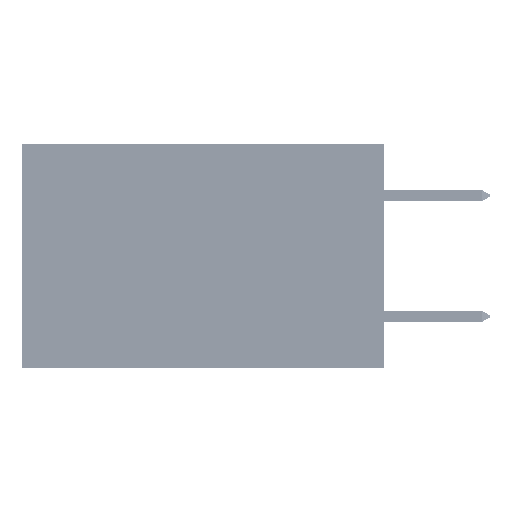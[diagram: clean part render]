
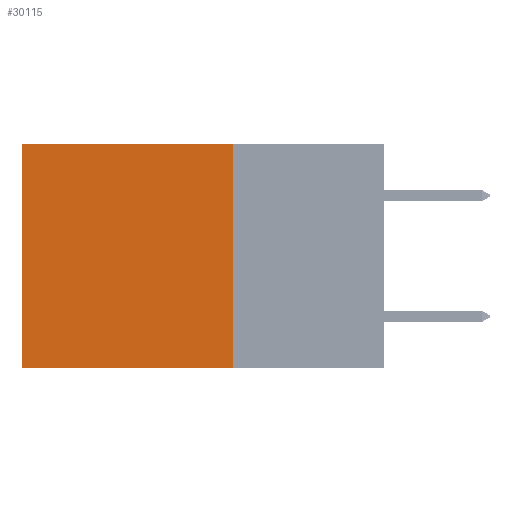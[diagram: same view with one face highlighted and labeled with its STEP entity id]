
A CAD part, left-side view. The second image highlights one B-rep face of the part: STEP entity #30115.
In plain terms, the highlighted planar face has unit normal (-1, 0, 0).
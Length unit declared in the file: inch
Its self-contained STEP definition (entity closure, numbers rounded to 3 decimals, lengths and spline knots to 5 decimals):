
#1130 = EDGE_LOOP ( 'NONE', ( #10454, #3430, #14058, #12095 ) ) ;
#1787 = VECTOR ( 'NONE', #14862, 39.37008 ) ;
#2277 = FACE_OUTER_BOUND ( 'NONE', #1130, .T. ) ;
#3430 = ORIENTED_EDGE ( 'NONE', *, *, #52007, .F. ) ;
#3915 = EDGE_CURVE ( 'NONE', #32221, #40087, #48549, .T. ) ;
#7242 = EDGE_CURVE ( 'NONE', #40087, #28466, #51653, .T. ) ;
#9820 = DIRECTION ( 'NONE',  ( 0., 0., -1. ) ) ;
#10264 = CARTESIAN_POINT ( 'NONE',  ( 0.2875, 0.25, -0.37 ) ) ;
#10360 = DIRECTION ( 'NONE',  ( 1., 0., 0. ) ) ;
#10454 = ORIENTED_EDGE ( 'NONE', *, *, #7242, .T. ) ;
#10830 = CARTESIAN_POINT ( 'NONE',  ( 0.2875, 0.25, 0. ) ) ;
#12095 = ORIENTED_EDGE ( 'NONE', *, *, #3915, .T. ) ;
#14058 = ORIENTED_EDGE ( 'NONE', *, *, #31988, .F. ) ;
#14269 = CARTESIAN_POINT ( 'NONE',  ( 0.2875, 0.25, 0. ) ) ;
#14862 = DIRECTION ( 'NONE',  ( 0., 0., -1. ) ) ;
#18030 = CARTESIAN_POINT ( 'NONE',  ( 0.2875, 0.6, 0. ) ) ;
#18232 = VECTOR ( 'NONE', #51915, 39.37008 ) ;
#22064 = VERTEX_POINT ( 'NONE', #40148 ) ;
#26476 = PLANE ( 'NONE',  #51495 ) ;
#27751 = LINE ( 'NONE', #10830, #1787 ) ;
#28466 = VERTEX_POINT ( 'NONE', #37521 ) ;
#30115 = ADVANCED_FACE ( 'NONE', ( #2277 ), #26476, .F. ) ;
#31988 = EDGE_CURVE ( 'NONE', #32221, #22064, #27751, .T. ) ;
#32011 = LINE ( 'NONE', #10264, #40666 ) ;
#32221 = VERTEX_POINT ( 'NONE', #14269 ) ;
#37073 = DIRECTION ( 'NONE',  ( 0., 1., 0. ) ) ;
#37521 = CARTESIAN_POINT ( 'NONE',  ( 0.2875, 0.6, -0.37 ) ) ;
#37524 = DIRECTION ( 'NONE',  ( 0., 1., 0. ) ) ;
#38542 = CARTESIAN_POINT ( 'NONE',  ( 0.2875, 0.25, 0. ) ) ;
#40087 = VERTEX_POINT ( 'NONE', #18030 ) ;
#40128 = CARTESIAN_POINT ( 'NONE',  ( 0.2875, 0.6, 0. ) ) ;
#40148 = CARTESIAN_POINT ( 'NONE',  ( 0.2875, 0.25, -0.37 ) ) ;
#40666 = VECTOR ( 'NONE', #37073, 39.37008 ) ;
#44527 = CARTESIAN_POINT ( 'NONE',  ( 0.2875, 0.25, 0. ) ) ;
#48549 = LINE ( 'NONE', #44527, #48634 ) ;
#48634 = VECTOR ( 'NONE', #37524, 39.37008 ) ;
#51495 = AXIS2_PLACEMENT_3D ( 'NONE', #38542, #10360, #9820 ) ;
#51653 = LINE ( 'NONE', #40128, #18232 ) ;
#51915 = DIRECTION ( 'NONE',  ( 0., 0., -1. ) ) ;
#52007 = EDGE_CURVE ( 'NONE', #22064, #28466, #32011, .T. ) ;
